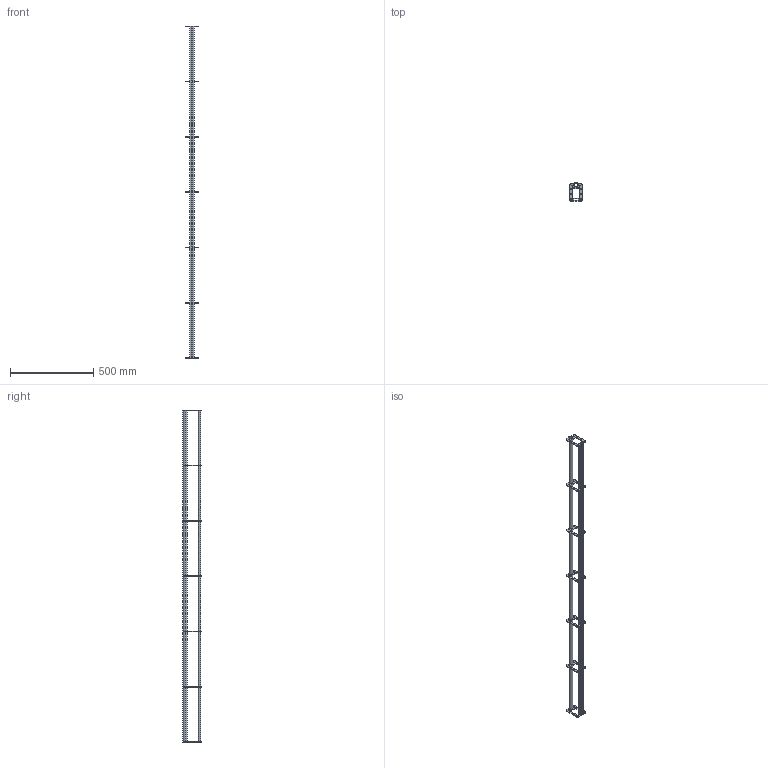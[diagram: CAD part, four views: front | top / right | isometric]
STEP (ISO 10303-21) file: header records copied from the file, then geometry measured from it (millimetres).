
FILE_DESCRIPTION (( 'STEP AP203' ), '1' );
FILE_NAME ('T63710.STEP', '2018-08-15T15:28:54', ( '' ), ( '' ), 'SwSTEP 2.0', 'SolidWorks 2016', '' );
FILE_SCHEMA (( 'CONFIG_CONTROL_DESIGN' ));
Length unit declared in the file: millimetre
Products named in the file (4): T63710; 1'''' DIA X 16 SWG ERW - CHS_1" DIA X 16 SWG ERW X 2.0M LG; TH2677; 15 X 10 X 1.5 ERW - RHS_15 X 10 X 1.5 ERW X 2.0M LG
Assembly tree (10 placements, depth 2):
  T63710
    1'''' DIA X 16 SWG ERW - CHS_1" DIA X 16 SWG ERW X 2.0M LG
    15 X 10 X 1.5 ERW - RHS_15 X 10 X 1.5 ERW X 2.0M LG  x2
    TH2677  x7
Bounding box: 75 x 108.7 x 2000 mm (x, y, z)
Volume: 578569.1 mm3; surface area: 708472.6 mm2
Topology: 10 solids, 10 shells, 384 faces, 1092 edges, 728 vertices
Faces by surface type: cylinder 229, plane 155
Entity records: 2940 total; most frequent: DIRECTION 436, CARTESIAN_POINT 403, ORIENTED_EDGE 384, EDGE_CURVE 192, AXIS2_PLACEMENT_3D 161, VERTEX_POINT 128, VECTOR 114, LINE 114
